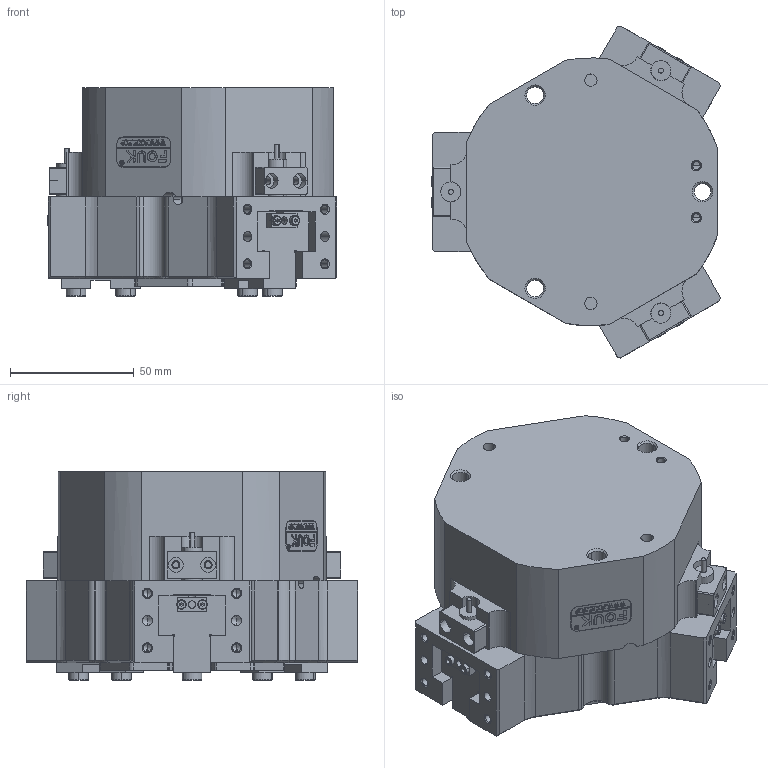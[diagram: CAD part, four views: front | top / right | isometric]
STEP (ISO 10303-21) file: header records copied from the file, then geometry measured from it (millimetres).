
FILE_DESCRIPTION (( 'STEP AP203' ), '1' );
FILE_NAME ('TZ75-136-L.STEP', '2024-11-27T08:02:25', ( 'USER-' ), ( 'Microsoft' ), 'SwSTEP 2.0', 'SolidWorks 2018', '' );
FILE_SCHEMA (( 'CONFIG_CONTROL_DESIGN' ));
Length unit declared in the file: millimetre
Products named in the file (18): TZ75-136-L-C30杅耀.sldasm-Part-7; TZ75-136-L-C30杅耀.sldasm-Part-13; TZ75-136-L; TZ75-136-L-C30杅耀.sldasm-Part-18; TZ75-136-L-C30杅耀.sldasm-Part-5; TZ75-136-L-C30杅耀.sldasm-Part-24; 25x12-R3; 埴翐芛_GB_FASTENER_SCREWS_HSHCS M2X8-N; TZ75-136-L-C30杅耀.sldasm-Part-21; 揤輸杅耀.sldasm-Part-9; TZ75-136-L-C30杅耀.sldasm-Part-26; TZ75-136-L-C30杅耀.sldasm-Part-14; TZ75-136-L-C30杅耀.sldasm-Part-15; TZ75-136-L-C30杅耀.sldasm-Part-3; TZ75-136-L-C30杅耀.sldasm-Part-9; 揤輸蚾饜极; TZ75-136-L-C30杅耀.sldasm-Part-11; TZ75-136-L-C30杅耀.sldasm-Part-19
Assembly tree (24 placements, depth 3):
  TZ75-136-L
    TZ75-136-L-C30杅耀.sldasm-Part-3
    TZ75-136-L-C30杅耀.sldasm-Part-5
    TZ75-136-L-C30杅耀.sldasm-Part-7
    TZ75-136-L-C30杅耀.sldasm-Part-9
    TZ75-136-L-C30杅耀.sldasm-Part-11
    TZ75-136-L-C30杅耀.sldasm-Part-13
    TZ75-136-L-C30杅耀.sldasm-Part-14
    TZ75-136-L-C30杅耀.sldasm-Part-15
    TZ75-136-L-C30杅耀.sldasm-Part-18
    TZ75-136-L-C30杅耀.sldasm-Part-19
    TZ75-136-L-C30杅耀.sldasm-Part-21  x3
    TZ75-136-L-C30杅耀.sldasm-Part-24  x2
    TZ75-136-L-C30杅耀.sldasm-Part-26  x2
    25x12-R3
    揤輸蚾饜极  x3
      揤輸杅耀.sldasm-Part-9
      埴翐芛_GB_FASTENER_SCREWS_HSHCS M2X8-N
Bounding box: 116.58 x 133.85 x 84 mm (x, y, z)
Volume: 683125.2 mm3; surface area: 113350 mm2
Topology: 27 solids, 35 shells, 1511 faces, 3841 edges, 2408 vertices
Faces by surface type: plane 639, cylinder 428, cone 277, bspline 155, torus 12
Entity records: 43135 total; most frequent: CARTESIAN_POINT 12615, ORIENTED_EDGE 6000, DIRECTION 5677, EDGE_CURVE 3000, AXIS2_PLACEMENT_3D 1937, VERTEX_POINT 1935, VECTOR 1803, LINE 1803
